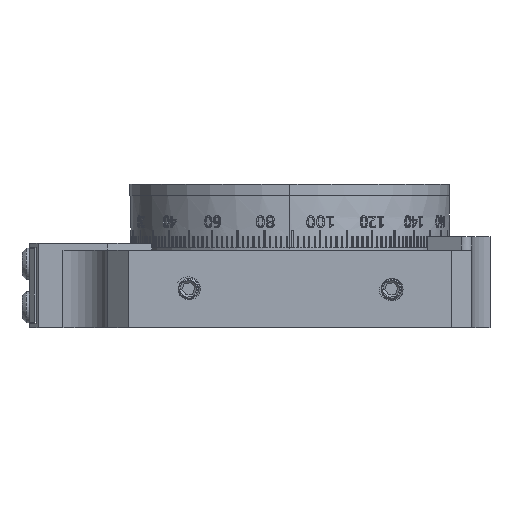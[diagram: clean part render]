
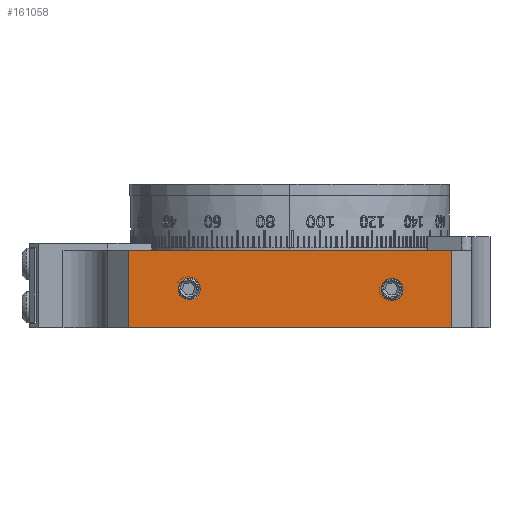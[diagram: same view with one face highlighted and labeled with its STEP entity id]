
A CAD part, left-side view. The second image highlights one B-rep face of the part: STEP entity #161058.
In plain terms, the highlighted planar face has unit normal (-1, 0, 0).
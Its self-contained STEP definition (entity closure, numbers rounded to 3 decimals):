
#141372=DIRECTION('',(0.,1.,0.));
#141373=VECTOR('',#141372,36.068);
#141374=CARTESIAN_POINT('',(-20.32,-18.034,-10.16));
#141375=LINE('',#141374,#141373);
#143205=CARTESIAN_POINT('',(-20.32,12.038,-4.962));
#143211=CARTESIAN_POINT('',(-20.32,12.384,-6.245));
#143345=DIRECTION('',(0.,0.,-1.));
#143346=VECTOR('',#143345,8.636);
#143347=CARTESIAN_POINT('',(-20.32,18.034,-1.524));
#143348=LINE('',#143347,#143346);
#143349=DIRECTION('',(0.,1.,0.));
#143350=VECTOR('',#143349,36.068);
#143351=CARTESIAN_POINT('',(-20.32,-18.034,-1.524));
#143352=LINE('',#143351,#143350);
#143353=CARTESIAN_POINT('',(-20.32,-12.582,-6.32));
#143354=CARTESIAN_POINT('',(-20.32,-12.537,-6.418));
#143355=CARTESIAN_POINT('',(-20.32,-12.427,-6.603));
#143356=CARTESIAN_POINT('',(-20.32,-12.158,-6.864));
#143357=CARTESIAN_POINT('',(-20.32,-11.824,-7.033));
#143358=CARTESIAN_POINT('',(-20.32,-11.472,-7.1));
#143359=CARTESIAN_POINT('',(-20.32,-11.119,-7.066));
#143360=CARTESIAN_POINT('',(-20.32,-10.802,-6.942));
#143361=CARTESIAN_POINT('',(-20.32,-10.526,-6.727));
#143362=CARTESIAN_POINT('',(-20.32,-10.332,-6.455));
#143363=CARTESIAN_POINT('',(-20.32,-10.259,-6.248));
#143364=CARTESIAN_POINT('',(-20.32,-10.237,-6.137));
#143366=CARTESIAN_POINT('',(-20.32,-10.711,-4.895));
#143367=CARTESIAN_POINT('',(-20.32,-10.798,-4.829));
#143368=CARTESIAN_POINT('',(-20.32,-10.984,-4.725));
#143369=CARTESIAN_POINT('',(-20.32,-11.316,-4.648));
#143370=CARTESIAN_POINT('',(-20.32,-11.649,-4.668));
#143371=CARTESIAN_POINT('',(-20.32,-11.978,-4.784));
#143372=CARTESIAN_POINT('',(-20.32,-12.259,-4.986));
#143373=CARTESIAN_POINT('',(-20.32,-12.48,-5.264));
#143374=CARTESIAN_POINT('',(-20.32,-12.618,-5.599));
#143375=CARTESIAN_POINT('',(-20.32,-12.658,-5.958));
#143376=CARTESIAN_POINT('',(-20.32,-12.619,-6.199));
#143377=CARTESIAN_POINT('',(-20.32,-12.582,-6.32));
#143379=CARTESIAN_POINT('',(-20.32,-11.328,-5.842));
#143380=DIRECTION('',(1.,0.,0.));
#143381=DIRECTION('',(0.,0.965,-0.261));
#143382=AXIS2_PLACEMENT_3D('',#143379,#143380,#143381);
#143384=CARTESIAN_POINT('',(-20.32,12.038,-4.962));
#143385=CARTESIAN_POINT('',(-20.32,11.956,-4.886));
#143386=CARTESIAN_POINT('',(-20.32,11.778,-4.763));
#143387=CARTESIAN_POINT('',(-20.32,11.464,-4.656));
#143388=CARTESIAN_POINT('',(-20.32,11.12,-4.642));
#143389=CARTESIAN_POINT('',(-20.32,10.79,-4.724));
#143390=CARTESIAN_POINT('',(-20.32,10.484,-4.9));
#143391=CARTESIAN_POINT('',(-20.32,10.24,-5.153));
#143392=CARTESIAN_POINT('',(-20.32,10.07,-5.47));
#143393=CARTESIAN_POINT('',(-20.32,9.994,-5.828));
#143394=CARTESIAN_POINT('',(-20.32,10.008,-6.069));
#143395=CARTESIAN_POINT('',(-20.32,10.033,-6.192));
#143397=CARTESIAN_POINT('',(-20.32,11.328,-5.842));
#143398=DIRECTION('',(1.,0.,0.));
#143399=DIRECTION('',(0.,0.934,-0.356));
#143400=AXIS2_PLACEMENT_3D('',#143397,#143398,#143399);
#143402=CARTESIAN_POINT('',(-20.32,10.033,-6.192));
#143403=CARTESIAN_POINT('',(-20.32,10.06,-6.269));
#143404=CARTESIAN_POINT('',(-20.32,10.127,-6.422));
#143405=CARTESIAN_POINT('',(-20.32,10.281,-6.643));
#143406=CARTESIAN_POINT('',(-20.32,10.5,-6.848));
#143407=CARTESIAN_POINT('',(-20.32,10.797,-7.009));
#143408=CARTESIAN_POINT('',(-20.32,11.126,-7.086));
#143409=CARTESIAN_POINT('',(-20.32,11.466,-7.072));
#143410=CARTESIAN_POINT('',(-20.32,11.783,-6.968));
#143411=CARTESIAN_POINT('',(-20.32,12.056,-6.786));
#143412=CARTESIAN_POINT('',(-20.32,12.268,-6.536));
#143413=CARTESIAN_POINT('',(-20.32,12.354,-6.347));
#143414=CARTESIAN_POINT('',(-20.32,12.384,-6.245));
#143416=DIRECTION('',(0.,0.,-1.));
#143417=VECTOR('',#143416,8.636);
#143418=CARTESIAN_POINT('',(-20.32,-18.034,-1.524));
#143419=LINE('',#143418,#143417);
#156610=CARTESIAN_POINT('',(-20.32,18.034,-10.16));
#156612=VERTEX_POINT('',#156610);
#156819=CARTESIAN_POINT('',(-20.32,-18.034,-10.16));
#156821=VERTEX_POINT('',#156819);
#156896=CARTESIAN_POINT('',(-20.32,-18.034,-1.524));
#156897=VERTEX_POINT('',#156896);
#157226=CARTESIAN_POINT('',(-20.32,18.034,-1.524));
#157227=VERTEX_POINT('',#157226);
#157585=VERTEX_POINT('',#143353);
#157586=VERTEX_POINT('',#143364);
#157587=VERTEX_POINT('',#143366);
#157666=VERTEX_POINT('',#143205);
#157669=VERTEX_POINT('',#143211);
#157672=VERTEX_POINT('',#143395);
#161032=CARTESIAN_POINT('',(-20.32,-45.531,-10.16));
#161033=DIRECTION('',(-1.,0.,0.));
#161034=DIRECTION('',(0.,-1.,0.));
#161035=AXIS2_PLACEMENT_3D('',#161032,#161033,#161034);
#161036=PLANE('',#161035);
#161038=ORIENTED_EDGE('',*,*,#161037,.T.);
#161039=ORIENTED_EDGE('',*,*,#158200,.T.);
#161041=ORIENTED_EDGE('',*,*,#161040,.F.);
#161042=ORIENTED_EDGE('',*,*,#158420,.F.);
#161043=EDGE_LOOP('',(#161038,#161039,#161041,#161042));
#161044=FACE_OUTER_BOUND('',#161043,.F.);
#161046=ORIENTED_EDGE('',*,*,#161045,.F.);
#161048=ORIENTED_EDGE('',*,*,#161047,.F.);
#161050=ORIENTED_EDGE('',*,*,#161049,.F.);
#161051=EDGE_LOOP('',(#161046,#161048,#161050));
#161052=FACE_BOUND('',#161051,.F.);
#161053=ORIENTED_EDGE('',*,*,#160871,.F.);
#161054=ORIENTED_EDGE('',*,*,#160539,.F.);
#161055=ORIENTED_EDGE('',*,*,#160781,.F.);
#161056=EDGE_LOOP('',(#161053,#161054,#161055));
#161057=FACE_BOUND('',#161056,.F.);
#161058=ADVANCED_FACE('',(#161044,#161052,#161057),#161036,.T.);
#143365=B_SPLINE_CURVE_WITH_KNOTS('',3,(#143353,#143354,#143355,#143356,#143357,
#143358,#143359,#143360,#143361,#143362,#143363,#143364),.UNSPECIFIED.,.F.,.F.,(
4,1,1,1,1,1,1,1,1,4),(0.,0.111,0.222,
0.333,0.444,0.556,0.667,
0.778,0.889,1.),.UNSPECIFIED.);
#143378=B_SPLINE_CURVE_WITH_KNOTS('',3,(#143366,#143367,#143368,#143369,#143370,
#143371,#143372,#143373,#143374,#143375,#143376,#143377),.UNSPECIFIED.,.F.,.F.,(
4,1,1,1,1,1,1,1,1,4),(0.,0.111,0.222,
0.333,0.444,0.556,0.667,
0.778,0.889,1.),.UNSPECIFIED.);
#143383=CIRCLE('',#143382,1.13);
#143396=B_SPLINE_CURVE_WITH_KNOTS('',3,(#143384,#143385,#143386,#143387,#143388,
#143389,#143390,#143391,#143392,#143393,#143394,#143395),.UNSPECIFIED.,.F.,.F.,(
4,1,1,1,1,1,1,1,1,4),(0.,0.111,0.222,
0.333,0.444,0.556,0.667,
0.778,0.889,1.),.UNSPECIFIED.);
#143401=CIRCLE('',#143400,1.13);
#143415=B_SPLINE_CURVE_WITH_KNOTS('',3,(#143402,#143403,#143404,#143405,#143406,
#143407,#143408,#143409,#143410,#143411,#143412,#143413,#143414),.UNSPECIFIED.,
.F.,.F.,(4,1,1,1,1,1,1,1,1,1,4),(0.,0.1,0.2,0.3,0.4,0.5,0.6,0.7,
0.8,0.9,1.),.UNSPECIFIED.);
#158200=EDGE_CURVE('',#156821,#156612,#141375,.T.);
#158420=EDGE_CURVE('',#156897,#157227,#143352,.T.);
#160539=EDGE_CURVE('',#157669,#157666,#143401,.T.);
#160781=EDGE_CURVE('',#157672,#157669,#143415,.T.);
#160871=EDGE_CURVE('',#157666,#157672,#143396,.T.);
#161037=EDGE_CURVE('',#156897,#156821,#143419,.T.);
#161040=EDGE_CURVE('',#157227,#156612,#143348,.T.);
#161045=EDGE_CURVE('',#157585,#157586,#143365,.T.);
#161047=EDGE_CURVE('',#157587,#157585,#143378,.T.);
#161049=EDGE_CURVE('',#157586,#157587,#143383,.T.);
